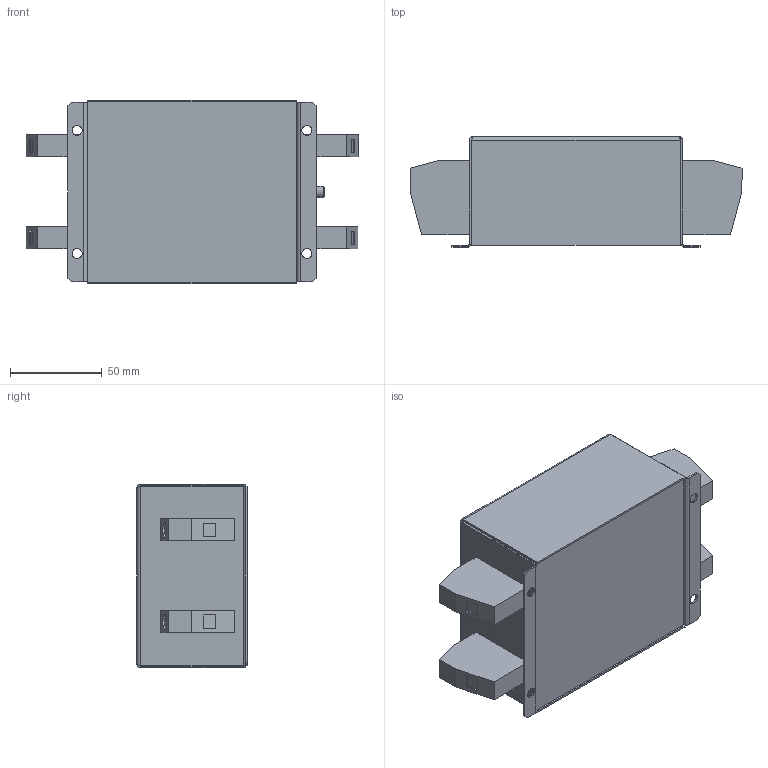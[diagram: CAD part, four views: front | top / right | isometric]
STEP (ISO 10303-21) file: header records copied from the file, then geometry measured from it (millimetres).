
FILE_DESCRIPTION (( 'STEP AP214' ), '1' );
FILE_NAME ('190392.STEP', '2020-05-28T23:13:19', ( '' ), ( '' ), 'SwSTEP 2.0', 'SolidWorks 2018', '' );
FILE_SCHEMA (( 'AUTOMOTIVE_DESIGN' ));
Length unit declared in the file: millimetre
Products named in the file (1): 190392
Bounding box: 180.6 x 60 x 100 mm (x, y, z)
Volume: 732054.2 mm3; surface area: 65364.1 mm2
Topology: 1 solids, 1 shells, 167 faces, 384 edges, 234 vertices
Faces by surface type: plane 105, cylinder 34, cone 14, bspline 12, torus 2
Entity records: 5232 total; most frequent: CARTESIAN_POINT 1482, ORIENTED_EDGE 768, DIRECTION 728, EDGE_CURVE 384, LINE 264, VECTOR 264, VERTEX_POINT 234, AXIS2_PLACEMENT_3D 232
